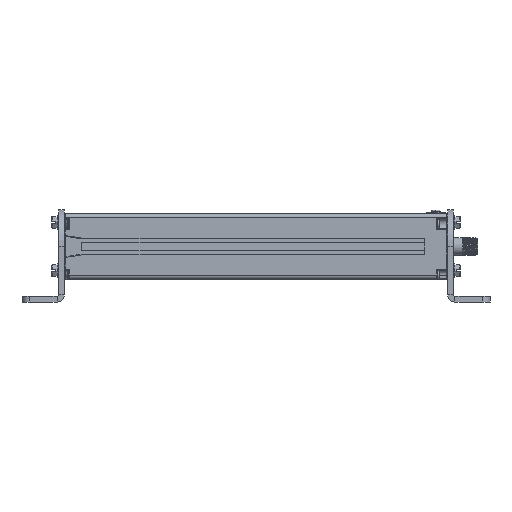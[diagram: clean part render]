
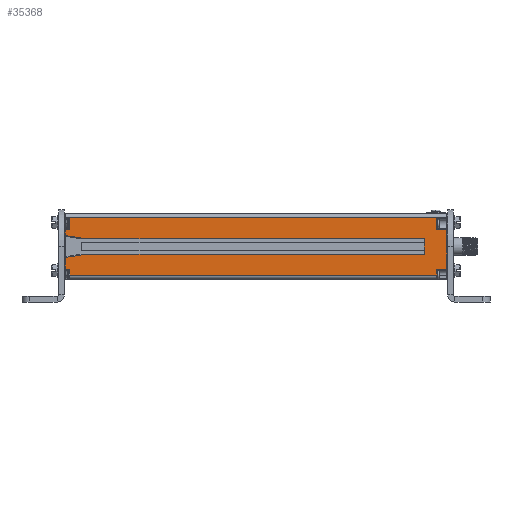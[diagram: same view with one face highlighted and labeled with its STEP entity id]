
A CAD part, left-side view. The second image highlights one B-rep face of the part: STEP entity #35368.
In plain terms, the highlighted planar face has unit normal (-1, 0, 0).
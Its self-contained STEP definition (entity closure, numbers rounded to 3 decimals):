
#1=CARTESIAN_POINT('',(-18.,0.,16.744));
#13=DIRECTION('',(0.,0.,-1.));
#14=VECTOR('',#13,0.506);
#15=CARTESIAN_POINT('',(-18.,0.,17.25));
#16=LINE('',#15,#14);
#17=DIRECTION('',(0.,0.989,-0.15));
#18=VECTOR('',#17,11.632);
#19=CARTESIAN_POINT('',(-18.,0.,16.744));
#20=LINE('',#19,#18);
#43=DIRECTION('',(0.,-1.,0.));
#44=VECTOR('',#43,234.);
#45=CARTESIAN_POINT('',(-18.,0.,17.25));
#46=LINE('',#45,#44);
#47=DIRECTION('',(0.,-1.,0.));
#48=VECTOR('',#47,234.);
#49=CARTESIAN_POINT('',(-18.,0.,27.75));
#50=LINE('',#49,#48);
#55=DIRECTION('',(0.,1.,0.));
#56=VECTOR('',#55,261.);
#57=CARTESIAN_POINT('',(-18.,-249.5,42.));
#58=LINE('',#57,#56);
#139=DIRECTION('',(0.,-1.,0.));
#140=VECTOR('',#139,251.);
#141=CARTESIAN_POINT('',(-18.,8.5,3.));
#142=LINE('',#141,#140);
#687=DIRECTION('',(0.,0.,1.));
#688=VECTOR('',#687,3.905);
#689=CARTESIAN_POINT('',(-18.,-242.5,3.));
#690=LINE('',#689,#688);
#695=DIRECTION('',(0.,-1.,0.));
#696=VECTOR('',#695,7.);
#697=CARTESIAN_POINT('',(-18.,-242.5,6.905));
#698=LINE('',#697,#696);
#828=DIRECTION('',(0.,1.,0.));
#829=VECTOR('',#828,7.);
#830=CARTESIAN_POINT('',(-18.,-249.5,34.095));
#831=LINE('',#830,#829);
#850=DIRECTION('',(0.,0.,-1.));
#851=VECTOR('',#850,27.19);
#852=CARTESIAN_POINT('',(-18.,-249.5,34.095));
#853=LINE('',#852,#851);
#891=DIRECTION('',(0.,0.,1.));
#892=VECTOR('',#891,7.81);
#893=CARTESIAN_POINT('',(-18.,-242.5,34.095));
#894=LINE('',#893,#892);
#1330=DIRECTION('',(0.,-1.,0.));
#1331=VECTOR('',#1330,7.);
#1332=CARTESIAN_POINT('',(-18.,-242.5,41.905));
#1333=LINE('',#1332,#1331);
#1343=DIRECTION('',(0.,0.,-1.));
#1344=VECTOR('',#1343,0.095);
#1345=CARTESIAN_POINT('',(-18.,-249.5,42.));
#1346=LINE('',#1345,#1344);
#7964=DIRECTION('',(0.,0.,1.));
#7965=VECTOR('',#7964,4.092);
#7966=CARTESIAN_POINT('',(-18.,11.5,30.003));
#7967=LINE('',#7966,#7965);
#8000=DIRECTION('',(0.,-0.989,-0.15));
#8001=VECTOR('',#8000,11.632);
#8002=CARTESIAN_POINT('',(-18.,11.5,30.003));
#8003=LINE('',#8002,#8001);
#8004=CARTESIAN_POINT('',(-18.,0.,28.256));
#8012=DIRECTION('',(0.,0.,-1.));
#8013=VECTOR('',#8012,0.506);
#8014=CARTESIAN_POINT('',(-18.,0.,28.256));
#8015=LINE('',#8014,#8013);
#8036=DIRECTION('',(0.,0.,1.));
#8037=VECTOR('',#8036,10.5);
#8038=CARTESIAN_POINT('',(-18.,-234.,17.25));
#8039=LINE('',#8038,#8037);
#8066=DIRECTION('',(0.,0.,1.));
#8067=VECTOR('',#8066,8.092);
#8068=CARTESIAN_POINT('',(-18.,11.5,6.905));
#8069=LINE('',#8068,#8067);
#8106=DIRECTION('',(0.,-1.,0.));
#8107=VECTOR('',#8106,3.);
#8108=CARTESIAN_POINT('',(-18.,11.5,6.905));
#8109=LINE('',#8108,#8107);
#8141=DIRECTION('',(0.,0.,-1.));
#8142=VECTOR('',#8141,3.905);
#8143=CARTESIAN_POINT('',(-18.,8.5,6.905));
#8144=LINE('',#8143,#8142);
#18958=DIRECTION('',(0.,0.,1.));
#18959=VECTOR('',#18958,0.095);
#18960=CARTESIAN_POINT('',(-18.,11.5,41.905));
#18961=LINE('',#18960,#18959);
#18976=DIRECTION('',(0.,-1.,0.));
#18977=VECTOR('',#18976,3.);
#18978=CARTESIAN_POINT('',(-18.,11.5,41.905));
#18979=LINE('',#18978,#18977);
#19402=DIRECTION('',(0.,0.,-1.));
#19403=VECTOR('',#19402,7.81);
#19404=CARTESIAN_POINT('',(-18.,8.5,41.905));
#19405=LINE('',#19404,#19403);
#19441=DIRECTION('',(0.,1.,0.));
#19442=VECTOR('',#19441,3.);
#19443=CARTESIAN_POINT('',(-18.,8.5,34.095));
#19444=LINE('',#19443,#19442);
#30352=CARTESIAN_POINT('',(-18.,11.5,41.905));
#30353=CARTESIAN_POINT('',(-18.,8.5,41.905));
#30354=VERTEX_POINT('',#30352);
#30355=VERTEX_POINT('',#30353);
#30356=CARTESIAN_POINT('',(-18.,8.5,34.095));
#30357=VERTEX_POINT('',#30356);
#30358=CARTESIAN_POINT('',(-18.,11.5,34.095));
#30359=VERTEX_POINT('',#30358);
#30368=CARTESIAN_POINT('',(-18.,11.5,6.905));
#30369=CARTESIAN_POINT('',(-18.,8.5,6.905));
#30370=VERTEX_POINT('',#30368);
#30371=VERTEX_POINT('',#30369);
#30372=CARTESIAN_POINT('',(-18.,8.5,3.));
#30373=VERTEX_POINT('',#30372);
#30482=CARTESIAN_POINT('',(-18.,11.5,42.));
#30483=VERTEX_POINT('',#30482);
#30515=CARTESIAN_POINT('',(-18.,11.5,30.));
#30517=VERTEX_POINT('',#30515);
#30526=CARTESIAN_POINT('',(-18.,11.5,15.));
#30527=VERTEX_POINT('',#30526);
#30590=VERTEX_POINT('',#8004);
#30591=VERTEX_POINT('',#1);
#30676=CARTESIAN_POINT('',(-18.,0.,17.25));
#30677=VERTEX_POINT('',#30676);
#30678=CARTESIAN_POINT('',(-18.,0.,27.75));
#30679=VERTEX_POINT('',#30678);
#32192=CARTESIAN_POINT('',(-18.,-242.5,3.));
#32193=VERTEX_POINT('',#32192);
#32194=CARTESIAN_POINT('',(-18.,-242.5,6.905));
#32195=VERTEX_POINT('',#32194);
#32196=CARTESIAN_POINT('',(-18.,-249.5,6.905));
#32197=VERTEX_POINT('',#32196);
#32206=CARTESIAN_POINT('',(-18.,-249.5,34.095));
#32207=CARTESIAN_POINT('',(-18.,-242.5,34.095));
#32208=VERTEX_POINT('',#32206);
#32209=VERTEX_POINT('',#32207);
#32210=CARTESIAN_POINT('',(-18.,-242.5,41.905));
#32211=VERTEX_POINT('',#32210);
#32212=CARTESIAN_POINT('',(-18.,-249.5,41.905));
#32213=VERTEX_POINT('',#32212);
#32266=CARTESIAN_POINT('',(-18.,-249.5,42.));
#32267=VERTEX_POINT('',#32266);
#32366=CARTESIAN_POINT('',(-18.,-234.,17.25));
#32367=VERTEX_POINT('',#32366);
#32368=CARTESIAN_POINT('',(-18.,-234.,27.75));
#32369=VERTEX_POINT('',#32368);
#35315=CARTESIAN_POINT('',(-18.,0.,42.));
#35316=DIRECTION('',(-1.,0.,0.));
#35317=DIRECTION('',(0.,0.,-1.));
#35318=AXIS2_PLACEMENT_3D('',#35315,#35316,#35317);
#35319=PLANE('',#35318);
#35321=ORIENTED_EDGE('',*,*,#35320,.F.);
#35323=ORIENTED_EDGE('',*,*,#35322,.T.);
#35325=ORIENTED_EDGE('',*,*,#35324,.F.);
#35327=ORIENTED_EDGE('',*,*,#35326,.F.);
#35329=ORIENTED_EDGE('',*,*,#35328,.F.);
#35331=ORIENTED_EDGE('',*,*,#35330,.T.);
#35333=ORIENTED_EDGE('',*,*,#35332,.F.);
#35335=ORIENTED_EDGE('',*,*,#35334,.F.);
#35337=ORIENTED_EDGE('',*,*,#35336,.F.);
#35339=ORIENTED_EDGE('',*,*,#35338,.F.);
#35341=ORIENTED_EDGE('',*,*,#35340,.F.);
#35343=ORIENTED_EDGE('',*,*,#35342,.T.);
#35344=ORIENTED_EDGE('',*,*,#35306,.F.);
#35345=ORIENTED_EDGE('',*,*,#35295,.F.);
#35347=ORIENTED_EDGE('',*,*,#35346,.T.);
#35349=ORIENTED_EDGE('',*,*,#35348,.T.);
#35351=ORIENTED_EDGE('',*,*,#35350,.F.);
#35353=ORIENTED_EDGE('',*,*,#35352,.F.);
#35355=ORIENTED_EDGE('',*,*,#35354,.F.);
#35357=ORIENTED_EDGE('',*,*,#35356,.T.);
#35359=ORIENTED_EDGE('',*,*,#35358,.F.);
#35361=ORIENTED_EDGE('',*,*,#35360,.F.);
#35363=ORIENTED_EDGE('',*,*,#35362,.F.);
#35365=ORIENTED_EDGE('',*,*,#35364,.T.);
#35366=EDGE_LOOP('',(#35321,#35323,#35325,#35327,#35329,#35331,#35333,#35335,
#35337,#35339,#35341,#35343,#35344,#35345,#35347,#35349,#35351,#35353,#35355,
#35357,#35359,#35361,#35363,#35365));
#35367=FACE_OUTER_BOUND('',#35366,.F.);
#35368=ADVANCED_FACE('',(#35367),#35319,.T.);
#35295=EDGE_CURVE('',#30677,#30591,#16,.T.);
#35306=EDGE_CURVE('',#30591,#30527,#20,.T.);
#35320=EDGE_CURVE('',#32267,#30483,#58,.T.);
#35322=EDGE_CURVE('',#32267,#32213,#1346,.T.);
#35324=EDGE_CURVE('',#32211,#32213,#1333,.T.);
#35326=EDGE_CURVE('',#32209,#32211,#894,.T.);
#35328=EDGE_CURVE('',#32208,#32209,#831,.T.);
#35330=EDGE_CURVE('',#32208,#32197,#853,.T.);
#35332=EDGE_CURVE('',#32195,#32197,#698,.T.);
#35334=EDGE_CURVE('',#32193,#32195,#690,.T.);
#35336=EDGE_CURVE('',#30373,#32193,#142,.T.);
#35338=EDGE_CURVE('',#30371,#30373,#8144,.T.);
#35340=EDGE_CURVE('',#30370,#30371,#8109,.T.);
#35342=EDGE_CURVE('',#30370,#30527,#8069,.T.);
#35346=EDGE_CURVE('',#30677,#32367,#46,.T.);
#35348=EDGE_CURVE('',#32367,#32369,#8039,.T.);
#35350=EDGE_CURVE('',#30679,#32369,#50,.T.);
#35352=EDGE_CURVE('',#30590,#30679,#8015,.T.);
#35354=EDGE_CURVE('',#30517,#30590,#8003,.T.);
#35356=EDGE_CURVE('',#30517,#30359,#7967,.T.);
#35358=EDGE_CURVE('',#30357,#30359,#19444,.T.);
#35360=EDGE_CURVE('',#30355,#30357,#19405,.T.);
#35362=EDGE_CURVE('',#30354,#30355,#18979,.T.);
#35364=EDGE_CURVE('',#30354,#30483,#18961,.T.);
